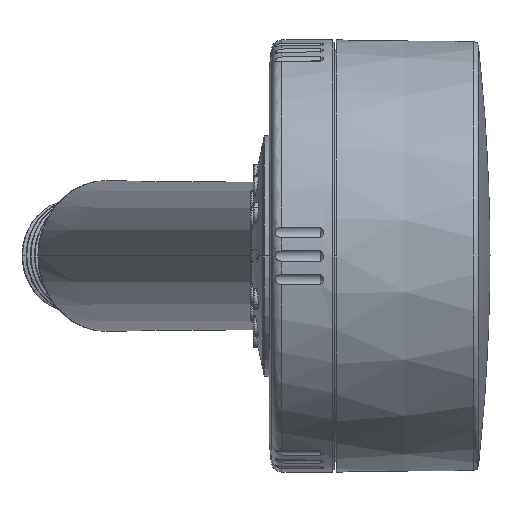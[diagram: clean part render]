
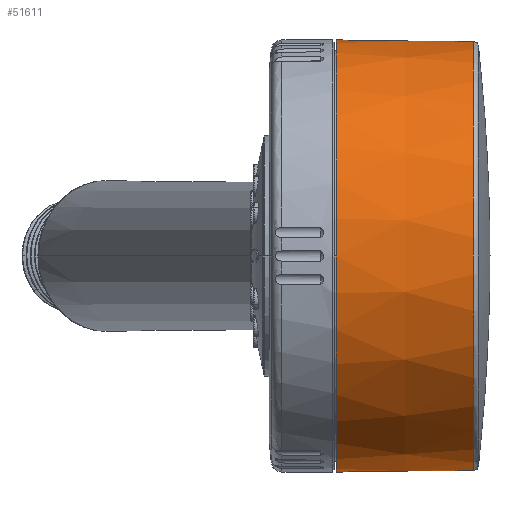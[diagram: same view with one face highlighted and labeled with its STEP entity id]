
A CAD part, left-side view. The second image highlights one B-rep face of the part: STEP entity #51611.
In plain terms, the highlighted conical face has half-angle 0.5 degrees and reference radius 39.889 mm.
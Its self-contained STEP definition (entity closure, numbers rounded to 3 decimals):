
#10113=CARTESIAN_POINT('',(0.,-25.378,0.));
#10114=DIRECTION('',(0.,1.,0.));
#10115=DIRECTION('',(0.956,0.,-0.295));
#10116=AXIS2_PLACEMENT_3D('',#10113,#10114,#10115);
#10138=CARTESIAN_POINT('',(36.009,-17.223,
-17.07));
#10139=CARTESIAN_POINT('',(36.095,-17.223,
-16.888));
#10140=CARTESIAN_POINT('',(36.265,-17.223,
-16.522));
#10141=CARTESIAN_POINT('',(36.511,-17.222,
-15.97));
#10142=CARTESIAN_POINT('',(36.669,-17.223,
-15.602));
#10143=CARTESIAN_POINT('',(36.747,-17.222,
-15.417));
#10145=CARTESIAN_POINT('',(34.641,0.,-20.));
#10146=CARTESIAN_POINT('',(34.805,-1.859,
-19.684));
#10147=CARTESIAN_POINT('',(35.125,-5.614,
-19.045));
#10148=CARTESIAN_POINT('',(35.582,-11.366,
-18.066));
#10149=CARTESIAN_POINT('',(35.869,-15.26,
-17.404));
#10150=CARTESIAN_POINT('',(36.009,-17.223,
-17.07));
#10152=CARTESIAN_POINT('',(0.,0.,0.));
#10153=DIRECTION('',(0.,1.,0.));
#10154=DIRECTION('',(0.866,0.,-0.5));
#10155=AXIS2_PLACEMENT_3D('',#10152,#10153,#10154);
#10157=CARTESIAN_POINT('',(36.009,-17.223,
17.07));
#10158=CARTESIAN_POINT('',(35.869,-15.26,
17.404));
#10159=CARTESIAN_POINT('',(35.582,-11.366,
18.066));
#10160=CARTESIAN_POINT('',(35.125,-5.614,
19.045));
#10161=CARTESIAN_POINT('',(34.805,-1.859,
19.684));
#10162=CARTESIAN_POINT('',(34.641,0.,20.));
#10164=CARTESIAN_POINT('',(36.747,-17.222,
15.417));
#10165=CARTESIAN_POINT('',(36.669,-17.222,
15.602));
#10166=CARTESIAN_POINT('',(36.511,-17.223,
15.97));
#10167=CARTESIAN_POINT('',(36.265,-17.223,
16.522));
#10168=CARTESIAN_POINT('',(36.095,-17.223,
16.888));
#10169=CARTESIAN_POINT('',(36.009,-17.223,
17.07));
#10171=CARTESIAN_POINT('',(37.289,-17.184,
14.056));
#10172=CARTESIAN_POINT('',(37.278,-17.186,
14.085));
#10173=CARTESIAN_POINT('',(37.256,-17.201,
14.143));
#10174=CARTESIAN_POINT('',(37.218,-17.206,
14.243));
#10175=CARTESIAN_POINT('',(37.175,-17.211,
14.353));
#10176=CARTESIAN_POINT('',(37.129,-17.215,
14.472));
#10177=CARTESIAN_POINT('',(37.079,-17.217,
14.601));
#10178=CARTESIAN_POINT('',(37.024,-17.218,
14.74));
#10179=CARTESIAN_POINT('',(36.963,-17.22,
14.89));
#10180=CARTESIAN_POINT('',(36.898,-17.221,
15.052));
#10181=CARTESIAN_POINT('',(36.826,-17.221,
15.226));
#10182=CARTESIAN_POINT('',(36.774,-17.222,
15.352));
#10183=CARTESIAN_POINT('',(36.747,-17.222,
15.417));
#10220=CARTESIAN_POINT('',(37.288,-17.223,
-14.056));
#10221=CARTESIAN_POINT('',(37.287,-17.462,
-14.054));
#10222=CARTESIAN_POINT('',(37.288,-17.937,
-14.04));
#10223=CARTESIAN_POINT('',(37.3,-18.638,
-13.99));
#10224=CARTESIAN_POINT('',(37.323,-19.326,
-13.912));
#10225=CARTESIAN_POINT('',(37.356,-20.001,
-13.807));
#10226=CARTESIAN_POINT('',(37.398,-20.662,
-13.675));
#10227=CARTESIAN_POINT('',(37.449,-21.308,
-13.517));
#10228=CARTESIAN_POINT('',(37.509,-21.94,
-13.334));
#10229=CARTESIAN_POINT('',(37.577,-22.556,
-13.125));
#10230=CARTESIAN_POINT('',(37.652,-23.156,-12.893));
#10231=CARTESIAN_POINT('',(37.734,-23.739,
-12.636));
#10232=CARTESIAN_POINT('',(37.821,-24.305,
-12.356));
#10233=CARTESIAN_POINT('',(37.914,-24.852,
-12.054));
#10234=CARTESIAN_POINT('',(37.978,-25.204,
-11.838));
#10235=CARTESIAN_POINT('',(38.011,-25.378,
-11.726));
#10255=CARTESIAN_POINT('',(38.011,-25.378,
-11.726));
#10322=CARTESIAN_POINT('',(37.288,-17.223,
-14.056));
#10540=CARTESIAN_POINT('',(38.011,-25.378,
11.726));
#10547=CARTESIAN_POINT('',(38.011,-25.378,
11.726));
#10548=CARTESIAN_POINT('',(37.978,-25.204,
11.838));
#10549=CARTESIAN_POINT('',(37.913,-24.849,
12.056));
#10550=CARTESIAN_POINT('',(37.82,-24.299,
12.359));
#10551=CARTESIAN_POINT('',(37.732,-23.731,
12.64));
#10552=CARTESIAN_POINT('',(37.651,-23.144,
12.897));
#10553=CARTESIAN_POINT('',(37.575,-22.541,
13.131));
#10554=CARTESIAN_POINT('',(37.507,-21.922,
13.34));
#10555=CARTESIAN_POINT('',(37.447,-21.287,
13.523));
#10556=CARTESIAN_POINT('',(37.396,-20.637,
13.681));
#10557=CARTESIAN_POINT('',(37.354,-19.972,
13.812));
#10558=CARTESIAN_POINT('',(37.322,-19.294,
13.916));
#10559=CARTESIAN_POINT('',(37.299,-18.603,
13.993));
#10560=CARTESIAN_POINT('',(37.288,-17.9,
14.042));
#10561=CARTESIAN_POINT('',(37.287,-17.424,
14.055));
#10562=CARTESIAN_POINT('',(37.289,-17.184,
14.056));
#10620=CARTESIAN_POINT('',(37.289,-17.184,
14.056));
#10791=CARTESIAN_POINT('',(36.747,-17.222,
-15.417));
#10792=CARTESIAN_POINT('',(36.761,-17.222,
-15.382));
#10793=CARTESIAN_POINT('',(36.79,-17.223,
-15.313));
#10794=CARTESIAN_POINT('',(36.848,-17.223,
-15.173));
#10795=CARTESIAN_POINT('',(36.92,-17.223,
-14.999));
#10796=CARTESIAN_POINT('',(36.989,-17.223,
-14.827));
#10797=CARTESIAN_POINT('',(37.029,-17.223,
-14.726));
#10798=CARTESIAN_POINT('',(37.042,-17.223,
-14.694));
#10800=CARTESIAN_POINT('',(0.,-17.223,0.));
#10801=DIRECTION('',(0.,-1.,0.));
#10802=DIRECTION('',(0.93,0.,-0.369));
#10803=AXIS2_PLACEMENT_3D('',#10800,#10801,#10802);
#41525=VERTEX_POINT('',#10157);
#41526=VERTEX_POINT('',#10162);
#41527=VERTEX_POINT('',#10164);
#41533=VERTEX_POINT('',#10145);
#41534=VERTEX_POINT('',#10150);
#41535=VERTEX_POINT('',#10791);
#41536=VERTEX_POINT('',#10798);
#41544=VERTEX_POINT('',#10322);
#41554=VERTEX_POINT('',#10620);
#41562=VERTEX_POINT('',#10255);
#41569=VERTEX_POINT('',#10540);
#51583=CARTESIAN_POINT('',(0.,-12.689,0.));
#51584=DIRECTION('',(0.,1.,0.));
#51585=DIRECTION('',(1.,0.,0.));
#51586=AXIS2_PLACEMENT_3D('',#51583,#51584,#51585);
#51587=CONICAL_SURFACE('',#51586,39.889,0.5);
#51588=ORIENTED_EDGE('',*,*,#51570,.F.);
#51590=ORIENTED_EDGE('',*,*,#51589,.F.);
#51592=ORIENTED_EDGE('',*,*,#51591,.F.);
#51594=ORIENTED_EDGE('',*,*,#51593,.F.);
#51596=ORIENTED_EDGE('',*,*,#51595,.F.);
#51598=ORIENTED_EDGE('',*,*,#51597,.F.);
#51600=ORIENTED_EDGE('',*,*,#51599,.T.);
#51602=ORIENTED_EDGE('',*,*,#51601,.F.);
#51604=ORIENTED_EDGE('',*,*,#51603,.F.);
#51606=ORIENTED_EDGE('',*,*,#51605,.F.);
#51608=ORIENTED_EDGE('',*,*,#51607,.F.);
#51609=EDGE_LOOP('',(#51588,#51590,#51592,#51594,#51596,#51598,#51600,#51602,
#51604,#51606,#51608));
#51610=FACE_OUTER_BOUND('',#51609,.F.);
#51611=ADVANCED_FACE('',(#51610),#51587,.T.);
#10117=CIRCLE('',#10116,39.779);
#10144=B_SPLINE_CURVE_WITH_KNOTS('',3,(#10138,#10139,#10140,#10141,#10142,
#10143),.UNSPECIFIED.,.F.,.F.,(4,1,1,4),(0.,0.333,
0.667,1.),.UNSPECIFIED.);
#10151=B_SPLINE_CURVE_WITH_KNOTS('',3,(#10145,#10146,#10147,#10148,#10149,
#10150),.UNSPECIFIED.,.F.,.F.,(4,1,1,4),(0.,0.333,
0.667,1.),.UNSPECIFIED.);
#10156=CIRCLE('',#10155,40.);
#10163=B_SPLINE_CURVE_WITH_KNOTS('',3,(#10157,#10158,#10159,#10160,#10161,
#10162),.UNSPECIFIED.,.F.,.F.,(4,1,1,4),(0.,0.333,
0.667,1.),.UNSPECIFIED.);
#10170=B_SPLINE_CURVE_WITH_KNOTS('',3,(#10164,#10165,#10166,#10167,#10168,
#10169),.UNSPECIFIED.,.F.,.F.,(4,1,1,4),(0.,0.333,
0.667,1.),.UNSPECIFIED.);
#10184=B_SPLINE_CURVE_WITH_KNOTS('',3,(#10171,#10172,#10173,#10174,#10175,
#10176,#10177,#10178,#10179,#10180,#10181,#10182,#10183),.UNSPECIFIED.,.F.,.F.,(
4,1,1,1,1,1,1,1,1,1,4),(0.,0.1,0.2,0.3,0.4,0.5,0.6,0.7,0.8,
0.9,1.),.UNSPECIFIED.);
#10236=B_SPLINE_CURVE_WITH_KNOTS('',3,(#10220,#10221,#10222,#10223,#10224,
#10225,#10226,#10227,#10228,#10229,#10230,#10231,#10232,#10233,#10234,#10235),
.UNSPECIFIED.,.F.,.F.,(4,1,1,1,1,1,1,1,1,1,1,1,1,4),(0.,0.077,
0.154,0.231,0.308,0.385,
0.462,0.538,0.615,0.692,
0.769,0.846,0.923,1.),.UNSPECIFIED.);
#10563=B_SPLINE_CURVE_WITH_KNOTS('',3,(#10547,#10548,#10549,#10550,#10551,
#10552,#10553,#10554,#10555,#10556,#10557,#10558,#10559,#10560,#10561,#10562),
.UNSPECIFIED.,.F.,.F.,(4,1,1,1,1,1,1,1,1,1,1,1,1,4),(0.,0.077,
0.154,0.231,0.308,0.385,
0.462,0.538,0.615,0.692,
0.769,0.846,0.923,1.),.UNSPECIFIED.);
#10799=B_SPLINE_CURVE_WITH_KNOTS('',3,(#10791,#10792,#10793,#10794,#10795,
#10796,#10797,#10798),.UNSPECIFIED.,.F.,.F.,(4,1,1,1,1,4),(0.,
0.145,0.29,0.579,0.869,1.),
.UNSPECIFIED.);
#10804=CIRCLE('',#10803,39.85);
#51570=EDGE_CURVE('',#41562,#41569,#10117,.T.);
#51589=EDGE_CURVE('',#41544,#41562,#10236,.T.);
#51591=EDGE_CURVE('',#41536,#41544,#10804,.T.);
#51593=EDGE_CURVE('',#41535,#41536,#10799,.T.);
#51595=EDGE_CURVE('',#41534,#41535,#10144,.T.);
#51597=EDGE_CURVE('',#41533,#41534,#10151,.T.);
#51599=EDGE_CURVE('',#41533,#41526,#10156,.T.);
#51601=EDGE_CURVE('',#41525,#41526,#10163,.T.);
#51603=EDGE_CURVE('',#41527,#41525,#10170,.T.);
#51605=EDGE_CURVE('',#41554,#41527,#10184,.T.);
#51607=EDGE_CURVE('',#41569,#41554,#10563,.T.);
